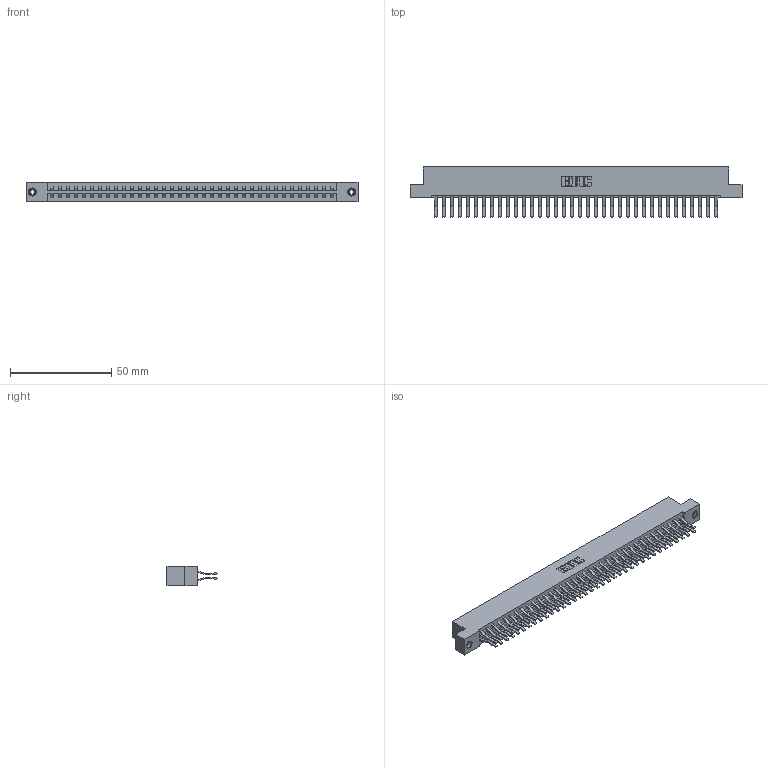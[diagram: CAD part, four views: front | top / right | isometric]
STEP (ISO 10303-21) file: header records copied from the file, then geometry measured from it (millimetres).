
FILE_DESCRIPTION (( 'STEP AP203' ), '1' );
FILE_NAME ('333-072-560-208.STEP', '2018-08-04T21:22:15', ( '' ), ( '' ), 'SwSTEP 2.0', 'SolidWorks 2016', '' );
FILE_SCHEMA (( 'CONFIG_CONTROL_DESIGN' ));
Length unit declared in the file: inch
Products named in the file (4): 333 Part_Flush - .156 Dia - TI; 345-292-001_560 Tail; 345-250-001_345-250-003-102; 333-072-560-208
Assembly tree (75 placements, depth 2):
  333-072-560-208
    333 Part_Flush - .156 Dia - TI
    345-292-001_560 Tail  x72
    345-250-001_345-250-003-102  x2
Bounding box: 164.19 x 24.78 x 9.4 mm (x, y, z)
Volume: 17171.7 mm3; surface area: 21604.8 mm2
Topology: 75 solids, 75 shells, 4062 faces, 12039 edges, 7922 vertices
Faces by surface type: plane 2694, cylinder 1352, cone 12, torus 4
Entity records: 25210 total; most frequent: CARTESIAN_POINT 4169, ORIENTED_EDGE 4098, DIRECTION 3607, EDGE_CURVE 2049, LINE 1897, VECTOR 1897, VERTEX_POINT 1360, AXIS2_PLACEMENT_3D 855
